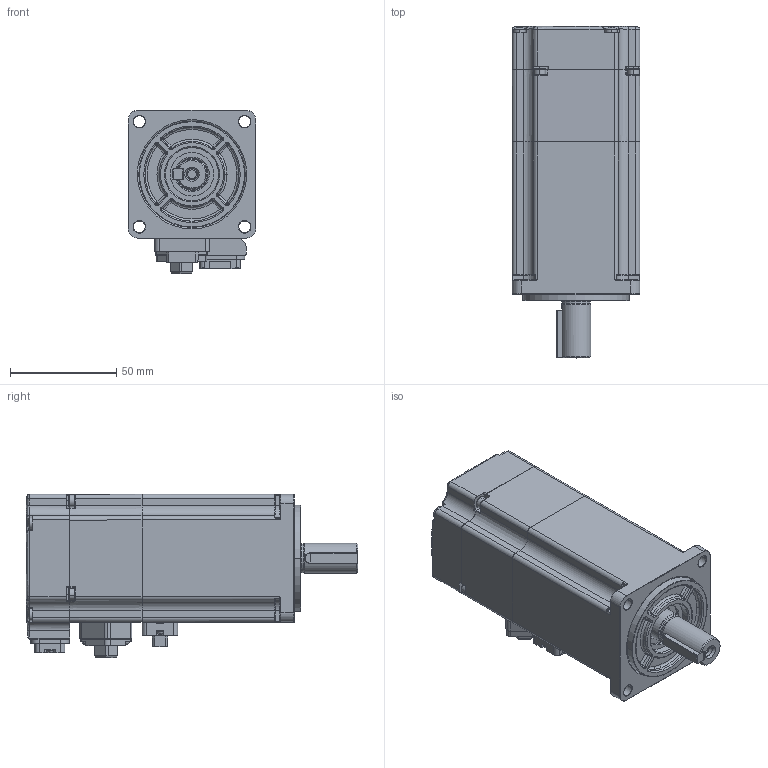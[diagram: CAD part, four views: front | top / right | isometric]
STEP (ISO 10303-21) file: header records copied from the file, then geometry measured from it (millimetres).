
FILE_DESCRIPTION (( 'STEP AP203' ), '1' );
FILE_NAME ('60-400W大惯量整体铸造端盖电机带编码器带刹车(磁编)（外形图）.STEP', '2023-05-08T03:06:27', ( '11' ), ( '' ), 'SwSTEP 2.0', 'SolidWorks 2015', '' );
FILE_SCHEMA (( 'CONFIG_CONTROL_DESIGN' ));
Length unit declared in the file: millimetre
Products named in the file (1): 60-400W大惯量整体铸造端盖电机带编码器带刹车(磁编)（外形图）
Bounding box: 60 x 156 x 76.7 mm (x, y, z)
Surface area: 46157.8 mm2 (no closed solid volume)
Topology: 0 solids, 42 shells, 1059 faces, 3601 edges, 2488 vertices
Faces by surface type: plane 484, cylinder 303, bspline 124, torus 90, cone 48, sphere 10
Entity records: 43678 total; most frequent: CARTESIAN_POINT 14529, ORIENTED_EDGE 5746, DIRECTION 5697, EDGE_CURVE 3568, VERTEX_POINT 2484, AXIS2_PLACEMENT_3D 1940, LINE 1817, VECTOR 1817
